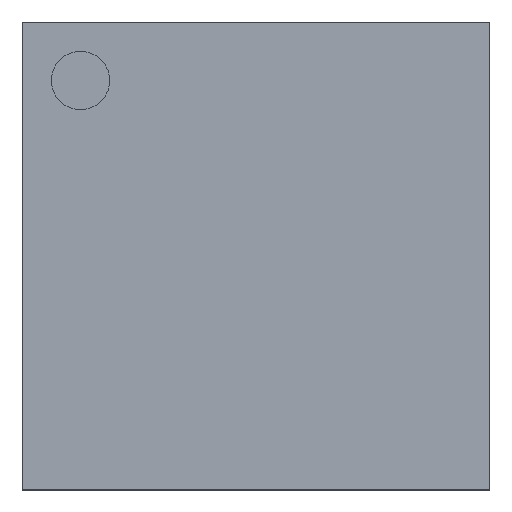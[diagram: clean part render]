
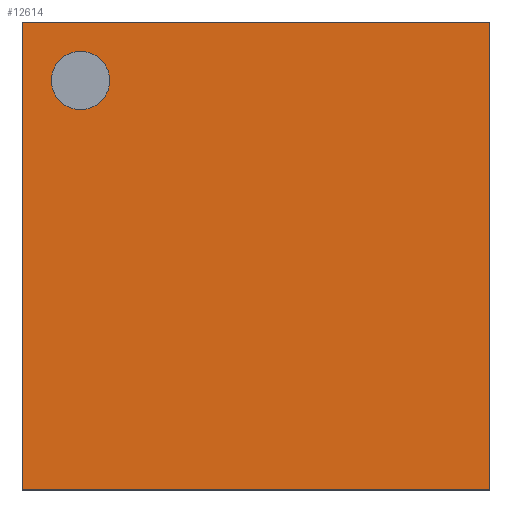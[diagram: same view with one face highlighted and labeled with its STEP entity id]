
A CAD part, top view. The second image highlights one B-rep face of the part: STEP entity #12614.
In plain terms, the highlighted planar face has unit normal (0, 0, 1).
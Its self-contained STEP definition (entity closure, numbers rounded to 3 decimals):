
#12425 = VERTEX_POINT('',#12426);
#12426 = CARTESIAN_POINT('',(-8.,-8.,1.29));
#12433 = PLANE('',#12434);
#12434 = AXIS2_PLACEMENT_3D('',#12435,#12436,#12437);
#12435 = CARTESIAN_POINT('',(-8.,-8.,0.4));
#12436 = DIRECTION('',(1.,0.,0.));
#12437 = DIRECTION('',(0.,0.,1.));
#12445 = PLANE('',#12446);
#12446 = AXIS2_PLACEMENT_3D('',#12447,#12448,#12449);
#12447 = CARTESIAN_POINT('',(-8.,-8.,0.4));
#12448 = DIRECTION('',(0.,1.,0.));
#12449 = DIRECTION('',(0.,0.,1.));
#12486 = VERTEX_POINT('',#12487);
#12487 = CARTESIAN_POINT('',(-8.,8.,1.29));
#12501 = PLANE('',#12502);
#12502 = AXIS2_PLACEMENT_3D('',#12503,#12504,#12505);
#12503 = CARTESIAN_POINT('',(-8.,8.,0.4));
#12504 = DIRECTION('',(0.,1.,0.));
#12505 = DIRECTION('',(0.,0.,1.));
#12513 = EDGE_CURVE('',#12425,#12486,#12514,.T.);
#12514 = SURFACE_CURVE('',#12515,(#12519,#12526),.PCURVE_S1.);
#12515 = LINE('',#12516,#12517);
#12516 = CARTESIAN_POINT('',(-8.,-8.,1.29));
#12517 = VECTOR('',#12518,1.);
#12518 = DIRECTION('',(0.,1.,0.));
#12519 = PCURVE('',#12433,#12520);
#12520 = DEFINITIONAL_REPRESENTATION('',(#12521),#12525);
#12521 = LINE('',#12522,#12523);
#12522 = CARTESIAN_POINT('',(0.89,0.));
#12523 = VECTOR('',#12524,1.);
#12524 = DIRECTION('',(0.,-1.));
#12525 = ( GEOMETRIC_REPRESENTATION_CONTEXT(2) 
PARAMETRIC_REPRESENTATION_CONTEXT() REPRESENTATION_CONTEXT('2D SPACE',''
  ) );
#12526 = PCURVE('',#12527,#12532);
#12527 = PLANE('',#12528);
#12528 = AXIS2_PLACEMENT_3D('',#12529,#12530,#12531);
#12529 = CARTESIAN_POINT('',(-8.,-8.,1.29));
#12530 = DIRECTION('',(0.,0.,1.));
#12531 = DIRECTION('',(1.,0.,0.));
#12532 = DEFINITIONAL_REPRESENTATION('',(#12533),#12537);
#12533 = LINE('',#12534,#12535);
#12534 = CARTESIAN_POINT('',(0.,0.));
#12535 = VECTOR('',#12536,1.);
#12536 = DIRECTION('',(0.,1.));
#12537 = ( GEOMETRIC_REPRESENTATION_CONTEXT(2) 
PARAMETRIC_REPRESENTATION_CONTEXT() REPRESENTATION_CONTEXT('2D SPACE',''
  ) );
#12566 = EDGE_CURVE('',#12425,#12567,#12569,.T.);
#12567 = VERTEX_POINT('',#12568);
#12568 = CARTESIAN_POINT('',(8.,-8.,1.29));
#12569 = SURFACE_CURVE('',#12570,(#12574,#12581),.PCURVE_S1.);
#12570 = LINE('',#12571,#12572);
#12571 = CARTESIAN_POINT('',(-8.,-8.,1.29));
#12572 = VECTOR('',#12573,1.);
#12573 = DIRECTION('',(1.,0.,0.));
#12574 = PCURVE('',#12445,#12575);
#12575 = DEFINITIONAL_REPRESENTATION('',(#12576),#12580);
#12576 = LINE('',#12577,#12578);
#12577 = CARTESIAN_POINT('',(0.89,0.));
#12578 = VECTOR('',#12579,1.);
#12579 = DIRECTION('',(0.,1.));
#12580 = ( GEOMETRIC_REPRESENTATION_CONTEXT(2) 
PARAMETRIC_REPRESENTATION_CONTEXT() REPRESENTATION_CONTEXT('2D SPACE',''
  ) );
#12581 = PCURVE('',#12527,#12582);
#12582 = DEFINITIONAL_REPRESENTATION('',(#12583),#12587);
#12583 = LINE('',#12584,#12585);
#12584 = CARTESIAN_POINT('',(0.,0.));
#12585 = VECTOR('',#12586,1.);
#12586 = DIRECTION('',(1.,0.));
#12587 = ( GEOMETRIC_REPRESENTATION_CONTEXT(2) 
PARAMETRIC_REPRESENTATION_CONTEXT() REPRESENTATION_CONTEXT('2D SPACE',''
  ) );
#12603 = PLANE('',#12604);
#12604 = AXIS2_PLACEMENT_3D('',#12605,#12606,#12607);
#12605 = CARTESIAN_POINT('',(8.,-8.,0.4));
#12606 = DIRECTION('',(1.,0.,0.));
#12607 = DIRECTION('',(0.,0.,1.));
#12614 = ADVANCED_FACE('',(#12615,#12663),#12527,.T.);
#12615 = FACE_BOUND('',#12616,.T.);
#12616 = EDGE_LOOP('',(#12617,#12618,#12619,#12642));
#12617 = ORIENTED_EDGE('',*,*,#12513,.F.);
#12618 = ORIENTED_EDGE('',*,*,#12566,.T.);
#12619 = ORIENTED_EDGE('',*,*,#12620,.T.);
#12620 = EDGE_CURVE('',#12567,#12621,#12623,.T.);
#12621 = VERTEX_POINT('',#12622);
#12622 = CARTESIAN_POINT('',(8.,8.,1.29));
#12623 = SURFACE_CURVE('',#12624,(#12628,#12635),.PCURVE_S1.);
#12624 = LINE('',#12625,#12626);
#12625 = CARTESIAN_POINT('',(8.,-8.,1.29));
#12626 = VECTOR('',#12627,1.);
#12627 = DIRECTION('',(0.,1.,0.));
#12628 = PCURVE('',#12527,#12629);
#12629 = DEFINITIONAL_REPRESENTATION('',(#12630),#12634);
#12630 = LINE('',#12631,#12632);
#12631 = CARTESIAN_POINT('',(16.,0.));
#12632 = VECTOR('',#12633,1.);
#12633 = DIRECTION('',(0.,1.));
#12634 = ( GEOMETRIC_REPRESENTATION_CONTEXT(2) 
PARAMETRIC_REPRESENTATION_CONTEXT() REPRESENTATION_CONTEXT('2D SPACE',''
  ) );
#12635 = PCURVE('',#12603,#12636);
#12636 = DEFINITIONAL_REPRESENTATION('',(#12637),#12641);
#12637 = LINE('',#12638,#12639);
#12638 = CARTESIAN_POINT('',(0.89,0.));
#12639 = VECTOR('',#12640,1.);
#12640 = DIRECTION('',(0.,-1.));
#12641 = ( GEOMETRIC_REPRESENTATION_CONTEXT(2) 
PARAMETRIC_REPRESENTATION_CONTEXT() REPRESENTATION_CONTEXT('2D SPACE',''
  ) );
#12642 = ORIENTED_EDGE('',*,*,#12643,.F.);
#12643 = EDGE_CURVE('',#12486,#12621,#12644,.T.);
#12644 = SURFACE_CURVE('',#12645,(#12649,#12656),.PCURVE_S1.);
#12645 = LINE('',#12646,#12647);
#12646 = CARTESIAN_POINT('',(-8.,8.,1.29));
#12647 = VECTOR('',#12648,1.);
#12648 = DIRECTION('',(1.,0.,0.));
#12649 = PCURVE('',#12527,#12650);
#12650 = DEFINITIONAL_REPRESENTATION('',(#12651),#12655);
#12651 = LINE('',#12652,#12653);
#12652 = CARTESIAN_POINT('',(0.,16.));
#12653 = VECTOR('',#12654,1.);
#12654 = DIRECTION('',(1.,0.));
#12655 = ( GEOMETRIC_REPRESENTATION_CONTEXT(2) 
PARAMETRIC_REPRESENTATION_CONTEXT() REPRESENTATION_CONTEXT('2D SPACE',''
  ) );
#12656 = PCURVE('',#12501,#12657);
#12657 = DEFINITIONAL_REPRESENTATION('',(#12658),#12662);
#12658 = LINE('',#12659,#12660);
#12659 = CARTESIAN_POINT('',(0.89,0.));
#12660 = VECTOR('',#12661,1.);
#12661 = DIRECTION('',(0.,1.));
#12662 = ( GEOMETRIC_REPRESENTATION_CONTEXT(2) 
PARAMETRIC_REPRESENTATION_CONTEXT() REPRESENTATION_CONTEXT('2D SPACE',''
  ) );
#12663 = FACE_BOUND('',#12664,.T.);
#12664 = EDGE_LOOP('',(#12665));
#12665 = ORIENTED_EDGE('',*,*,#12666,.F.);
#12666 = EDGE_CURVE('',#12667,#12667,#12669,.T.);
#12667 = VERTEX_POINT('',#12668);
#12668 = CARTESIAN_POINT('',(-5.,6.,1.29));
#12669 = SURFACE_CURVE('',#12670,(#12675,#12682),.PCURVE_S1.);
#12670 = CIRCLE('',#12671,1.);
#12671 = AXIS2_PLACEMENT_3D('',#12672,#12673,#12674);
#12672 = CARTESIAN_POINT('',(-6.,6.,1.29));
#12673 = DIRECTION('',(0.,0.,1.));
#12674 = DIRECTION('',(1.,0.,0.));
#12675 = PCURVE('',#12527,#12676);
#12676 = DEFINITIONAL_REPRESENTATION('',(#12677),#12681);
#12677 = CIRCLE('',#12678,1.);
#12678 = AXIS2_PLACEMENT_2D('',#12679,#12680);
#12679 = CARTESIAN_POINT('',(2.,14.));
#12680 = DIRECTION('',(1.,0.));
#12681 = ( GEOMETRIC_REPRESENTATION_CONTEXT(2) 
PARAMETRIC_REPRESENTATION_CONTEXT() REPRESENTATION_CONTEXT('2D SPACE',''
  ) );
#12682 = PCURVE('',#12683,#12688);
#12683 = CYLINDRICAL_SURFACE('',#12684,1.);
#12684 = AXIS2_PLACEMENT_3D('',#12685,#12686,#12687);
#12685 = CARTESIAN_POINT('',(-6.,6.,1.161));
#12686 = DIRECTION('',(0.,0.,1.));
#12687 = DIRECTION('',(1.,0.,0.));
#12688 = DEFINITIONAL_REPRESENTATION('',(#12689),#12693);
#12689 = LINE('',#12690,#12691);
#12690 = CARTESIAN_POINT('',(0.,0.129));
#12691 = VECTOR('',#12692,1.);
#12692 = DIRECTION('',(1.,0.));
#12693 = ( GEOMETRIC_REPRESENTATION_CONTEXT(2) 
PARAMETRIC_REPRESENTATION_CONTEXT() REPRESENTATION_CONTEXT('2D SPACE',''
  ) );
